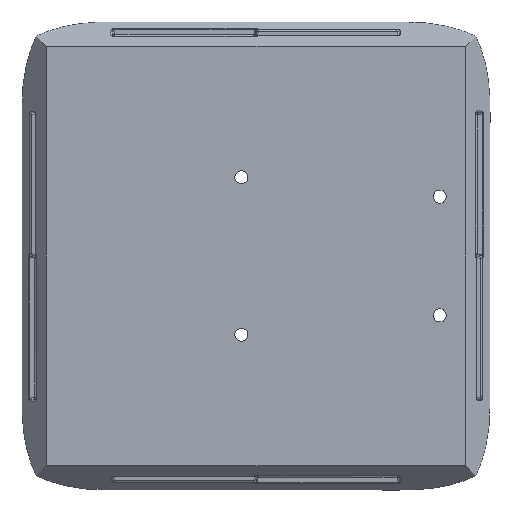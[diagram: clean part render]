
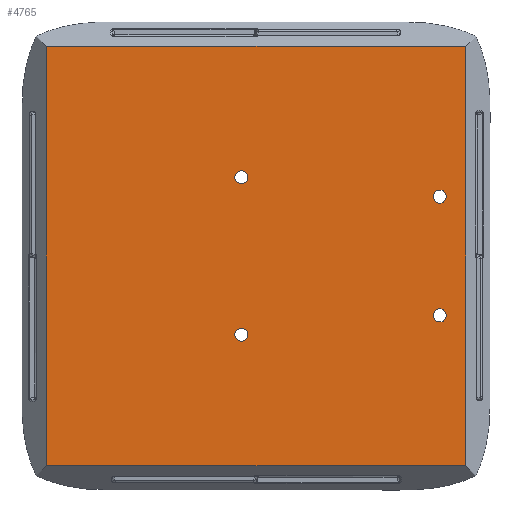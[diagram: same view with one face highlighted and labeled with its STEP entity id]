
A CAD part, front view. The second image highlights one B-rep face of the part: STEP entity #4765.
In plain terms, the highlighted planar face has unit normal (0, -1, 0).
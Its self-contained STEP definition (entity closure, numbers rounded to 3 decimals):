
#256=ELLIPSE('',#5206,0.173,0.1);
#257=ELLIPSE('',#5207,0.173,0.1);
#258=ELLIPSE('',#5208,0.173,0.1);
#259=ELLIPSE('',#5209,0.173,0.1);
#507=PLANE('',#5205);
#631=LINE('',#19310,#847);
#642=LINE('',#19340,#858);
#643=LINE('',#19344,#859);
#644=LINE('',#19349,#860);
#847=VECTOR('',#6147,1.);
#858=VECTOR('',#6168,1.);
#859=VECTOR('',#6171,1.);
#860=VECTOR('',#6176,1.);
#972=FACE_BOUND('',#1473,.T.);
#973=FACE_BOUND('',#1474,.T.);
#974=FACE_BOUND('',#1475,.T.);
#975=FACE_BOUND('',#1476,.T.);
#1141=FACE_OUTER_BOUND('',#1472,.T.);
#1472=EDGE_LOOP('',(#3765,#3766,#3767,#3768,#3769,#3770,#3771,#3772));
#1473=EDGE_LOOP('',(#3773));
#1474=EDGE_LOOP('',(#3774));
#1475=EDGE_LOOP('',(#3775));
#1476=EDGE_LOOP('',(#3776));
#1640=CIRCLE('',#4929,1.55);
#1642=CIRCLE('',#4932,1.55);
#1644=CIRCLE('',#4935,1.55);
#1646=CIRCLE('',#4938,1.55);
#1856=VERTEX_POINT('',#6859);
#1858=VERTEX_POINT('',#6864);
#1860=VERTEX_POINT('',#6869);
#1862=VERTEX_POINT('',#6874);
#2096=VERTEX_POINT('',#19308);
#2097=VERTEX_POINT('',#19309);
#2110=VERTEX_POINT('',#19338);
#2111=VERTEX_POINT('',#19339);
#2112=VERTEX_POINT('',#19341);
#2113=VERTEX_POINT('',#19343);
#2114=VERTEX_POINT('',#19346);
#2115=VERTEX_POINT('',#19348);
#2281=EDGE_CURVE('',#1856,#1856,#1640,.T.);
#2283=EDGE_CURVE('',#1858,#1858,#1642,.T.);
#2285=EDGE_CURVE('',#1860,#1860,#1644,.T.);
#2287=EDGE_CURVE('',#1862,#1862,#1646,.T.);
#2673=EDGE_CURVE('',#2096,#2097,#631,.T.);
#2688=EDGE_CURVE('',#2110,#2111,#642,.T.);
#2689=EDGE_CURVE('',#2110,#2112,#256,.T.);
#2690=EDGE_CURVE('',#2113,#2112,#643,.T.);
#2691=EDGE_CURVE('',#2113,#2097,#257,.T.);
#2692=EDGE_CURVE('',#2096,#2114,#258,.T.);
#2693=EDGE_CURVE('',#2115,#2114,#644,.T.);
#2694=EDGE_CURVE('',#2115,#2111,#259,.T.);
#3765=ORIENTED_EDGE('',*,*,#2688,.F.);
#3766=ORIENTED_EDGE('',*,*,#2689,.T.);
#3767=ORIENTED_EDGE('',*,*,#2690,.F.);
#3768=ORIENTED_EDGE('',*,*,#2691,.T.);
#3769=ORIENTED_EDGE('',*,*,#2673,.F.);
#3770=ORIENTED_EDGE('',*,*,#2692,.T.);
#3771=ORIENTED_EDGE('',*,*,#2693,.F.);
#3772=ORIENTED_EDGE('',*,*,#2694,.T.);
#3773=ORIENTED_EDGE('',*,*,#2281,.T.);
#3774=ORIENTED_EDGE('',*,*,#2283,.T.);
#3775=ORIENTED_EDGE('',*,*,#2285,.T.);
#3776=ORIENTED_EDGE('',*,*,#2287,.T.);
#4765=ADVANCED_FACE('',(#1141,#972,#973,#974,#975),#507,.T.);
#4929=AXIS2_PLACEMENT_3D('',#6860,#5503,#5504);
#4932=AXIS2_PLACEMENT_3D('',#6865,#5509,#5510);
#4935=AXIS2_PLACEMENT_3D('',#6870,#5515,#5516);
#4938=AXIS2_PLACEMENT_3D('',#6875,#5521,#5522);
#5205=AXIS2_PLACEMENT_3D('',#19337,#6166,#6167);
#5206=AXIS2_PLACEMENT_3D('',#19342,#6169,#6170);
#5207=AXIS2_PLACEMENT_3D('',#19345,#6172,#6173);
#5208=AXIS2_PLACEMENT_3D('',#19347,#6174,#6175);
#5209=AXIS2_PLACEMENT_3D('',#19350,#6177,#6178);
#5503=DIRECTION('center_axis',(0.,1.,0.));
#5504=DIRECTION('ref_axis',(1.,0.,0.));
#5509=DIRECTION('center_axis',(0.,1.,0.));
#5510=DIRECTION('ref_axis',(1.,0.,0.));
#5515=DIRECTION('center_axis',(0.,1.,0.));
#5516=DIRECTION('ref_axis',(1.,0.,0.));
#5521=DIRECTION('center_axis',(0.,1.,0.));
#5522=DIRECTION('ref_axis',(1.,0.,0.));
#6147=DIRECTION('',(1.,0.,0.));
#6166=DIRECTION('center_axis',(0.,-1.,0.));
#6167=DIRECTION('ref_axis',(0.,0.,-1.));
#6168=DIRECTION('',(-1.,0.,0.));
#6169=DIRECTION('center_axis',(0.,-1.,0.));
#6170=DIRECTION('ref_axis',(0.707,0.,-0.707));
#6171=DIRECTION('',(0.,0.,-1.));
#6172=DIRECTION('center_axis',(0.,-1.,0.));
#6173=DIRECTION('ref_axis',(0.707,0.,0.707));
#6174=DIRECTION('center_axis',(0.,-1.,0.));
#6175=DIRECTION('ref_axis',(-0.707,0.,0.707));
#6176=DIRECTION('',(0.,0.,1.));
#6177=DIRECTION('center_axis',(0.,-1.,0.));
#6178=DIRECTION('ref_axis',(-0.707,0.,-0.707));
#6859=CARTESIAN_POINT('',(-5.007,49.112,-18.616));
#6860=CARTESIAN_POINT('Origin',(-3.457,49.112,-18.616));
#6864=CARTESIAN_POINT('',(41.907,49.112,14.043));
#6865=CARTESIAN_POINT('Origin',(43.457,49.112,14.043));
#6869=CARTESIAN_POINT('',(-5.007,49.112,18.616));
#6870=CARTESIAN_POINT('Origin',(-3.457,49.112,18.616));
#6874=CARTESIAN_POINT('',(41.907,49.112,-14.043));
#6875=CARTESIAN_POINT('Origin',(43.457,49.112,-14.043));
#19308=CARTESIAN_POINT('',(-49.504,49.112,49.575));
#19309=CARTESIAN_POINT('',(49.504,49.112,49.575));
#19310=CARTESIAN_POINT('',(547.853,49.112,49.575));
#19337=CARTESIAN_POINT('Origin',(547.853,49.112,46.569));
#19338=CARTESIAN_POINT('',(49.504,49.112,-49.575));
#19339=CARTESIAN_POINT('',(-49.504,49.112,-49.575));
#19340=CARTESIAN_POINT('',(-547.853,49.112,-49.575));
#19341=CARTESIAN_POINT('',(49.575,49.112,-49.504));
#19342=CARTESIAN_POINT('Origin',(49.433,49.112,-49.433));
#19343=CARTESIAN_POINT('',(49.575,49.112,49.504));
#19344=CARTESIAN_POINT('',(49.575,49.112,547.853));
#19345=CARTESIAN_POINT('Origin',(49.433,49.112,49.433));
#19346=CARTESIAN_POINT('',(-49.575,49.112,49.504));
#19347=CARTESIAN_POINT('Origin',(-49.433,49.112,49.433));
#19348=CARTESIAN_POINT('',(-49.575,49.112,-49.504));
#19349=CARTESIAN_POINT('',(-49.575,49.112,547.853));
#19350=CARTESIAN_POINT('Origin',(-49.433,49.112,-49.433));
